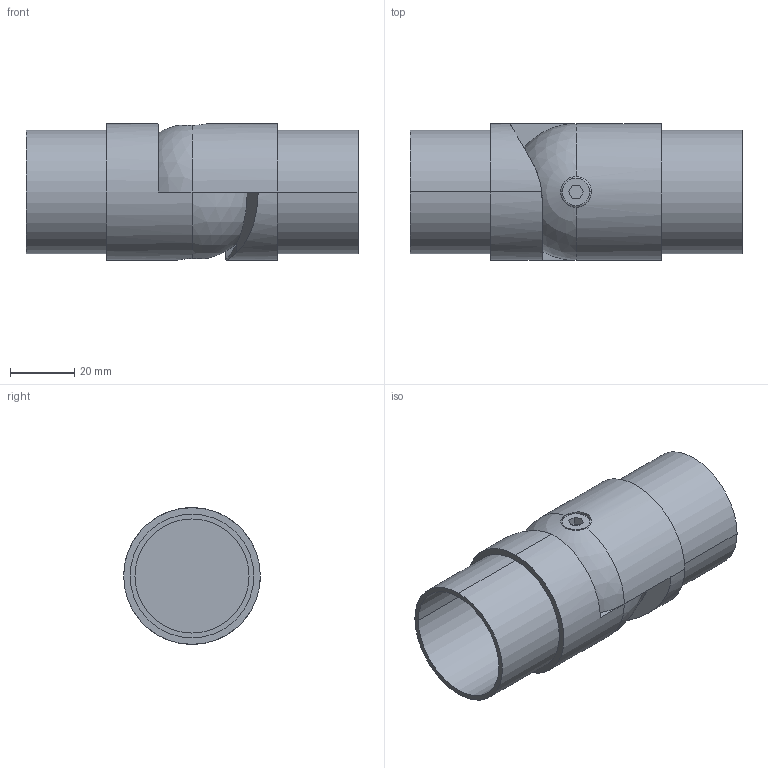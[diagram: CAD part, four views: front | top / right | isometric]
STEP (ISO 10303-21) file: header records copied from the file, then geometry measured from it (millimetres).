
FILE_DESCRIPTION (( 'STEP AP203' ), '1' );
FILE_NAME ('3D_GR1182_42.4x2_188851304.STEP', '2024-11-12T15:21:12', ( '' ), ( '' ), 'SwSTEP 2.0', 'SolidWorks 2023', '' );
FILE_SCHEMA (( 'CONFIG_CONTROL_DESIGN' ));
Length unit declared in the file: millimetre
Products named in the file (1): 3D_GR1182_42.4x2_188851304
Bounding box: 103 x 42.4 x 42.4 mm (x, y, z)
Volume: 81181.3 mm3; surface area: 24381.6 mm2
Topology: 1 solids, 1 shells, 54 faces, 125 edges, 79 vertices
Faces by surface type: plane 28, cylinder 18, torus 4, sphere 2, bspline 2
Entity records: 1808 total; most frequent: CARTESIAN_POINT 499, DIRECTION 262, ORIENTED_EDGE 250, EDGE_CURVE 125, AXIS2_PLACEMENT_3D 99, VERTEX_POINT 79, LINE 64, VECTOR 64
